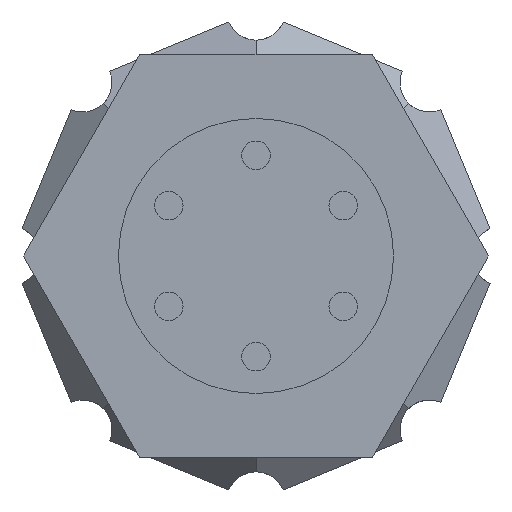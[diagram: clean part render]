
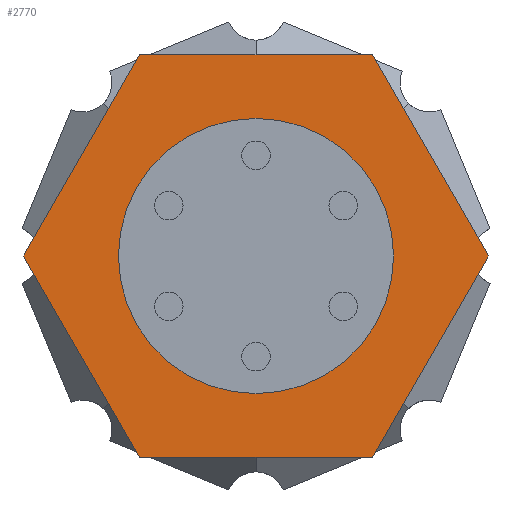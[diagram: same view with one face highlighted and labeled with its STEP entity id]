
A CAD part, front view. The second image highlights one B-rep face of the part: STEP entity #2770.
In plain terms, the highlighted planar face has unit normal (0, -1, 0).
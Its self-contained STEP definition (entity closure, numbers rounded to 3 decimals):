
#5 = DIRECTION ( 'NONE',  ( 0., -1., 0. ) ) ;
#31 = CARTESIAN_POINT ( 'NONE',  ( 0., -12., 8.2 ) ) ;
#67 = EDGE_LOOP ( 'NONE', ( #2245, #2110, #605, #1274, #1607, #2127 ) ) ;
#77 = LINE ( 'NONE', #2981, #1873 ) ;
#92 = AXIS2_PLACEMENT_3D ( 'NONE', #3522, #1954, #3778 ) ;
#185 = FACE_BOUND ( 'NONE', #1918, .T. ) ;
#254 = VERTEX_POINT ( 'NONE', #1761 ) ;
#321 = ORIENTED_EDGE ( 'NONE', *, *, #1885, .F. ) ;
#416 = AXIS2_PLACEMENT_3D ( 'NONE', #2524, #3026, #1296 ) ;
#421 = DIRECTION ( 'NONE',  ( -0.5, 0., 0.866 ) ) ;
#605 = ORIENTED_EDGE ( 'NONE', *, *, #1829, .T. ) ;
#613 = VERTEX_POINT ( 'NONE', #1232 ) ;
#781 = LINE ( 'NONE', #1462, #3741 ) ;
#790 = DIRECTION ( 'NONE',  ( -1., 0., 0. ) ) ;
#791 = CARTESIAN_POINT ( 'NONE',  ( -6.928, -12., 12. ) ) ;
#804 = EDGE_CURVE ( 'NONE', #613, #1423, #2824, .T. ) ;
#887 = DIRECTION ( 'NONE',  ( 0.5, 0., -0.866 ) ) ;
#910 = VECTOR ( 'NONE', #421, 1000. ) ;
#975 = FACE_OUTER_BOUND ( 'NONE', #67, .T. ) ;
#1000 = EDGE_CURVE ( 'NONE', #1443, #1986, #781, .T. ) ;
#1030 = LINE ( 'NONE', #791, #2047 ) ;
#1232 = CARTESIAN_POINT ( 'NONE',  ( 0., -12., -8.2 ) ) ;
#1274 = ORIENTED_EDGE ( 'NONE', *, *, #1528, .T. ) ;
#1296 = DIRECTION ( 'NONE',  ( 0., 0., -1. ) ) ;
#1320 = VERTEX_POINT ( 'NONE', #1644 ) ;
#1423 = VERTEX_POINT ( 'NONE', #31 ) ;
#1443 = VERTEX_POINT ( 'NONE', #3091 ) ;
#1462 = CARTESIAN_POINT ( 'NONE',  ( 6.928, -12., 12. ) ) ;
#1528 = EDGE_CURVE ( 'NONE', #3794, #254, #1936, .T. ) ;
#1577 = CARTESIAN_POINT ( 'NONE',  ( -6.928, -12., -12. ) ) ;
#1582 = EDGE_CURVE ( 'NONE', #1320, #1443, #2503, .T. ) ;
#1599 = CARTESIAN_POINT ( 'NONE',  ( 6.928, -12., -12. ) ) ;
#1607 = ORIENTED_EDGE ( 'NONE', *, *, #3204, .T. ) ;
#1644 = CARTESIAN_POINT ( 'NONE',  ( 13.856, -12., 0. ) ) ;
#1761 = CARTESIAN_POINT ( 'NONE',  ( 6.928, -12., -12. ) ) ;
#1829 = EDGE_CURVE ( 'NONE', #3588, #3794, #77, .T. ) ;
#1844 = ORIENTED_EDGE ( 'NONE', *, *, #804, .F. ) ;
#1873 = VECTOR ( 'NONE', #887, 1000. ) ;
#1885 = EDGE_CURVE ( 'NONE', #1423, #613, #3138, .T. ) ;
#1918 = EDGE_LOOP ( 'NONE', ( #1844, #321 ) ) ;
#1936 = LINE ( 'NONE', #2609, #3263 ) ;
#1954 = DIRECTION ( 'NONE',  ( 0., -1., 0. ) ) ;
#1986 = VERTEX_POINT ( 'NONE', #3313 ) ;
#2022 = CARTESIAN_POINT ( 'NONE',  ( 0., -12., 0. ) ) ;
#2047 = VECTOR ( 'NONE', #2898, 1000. ) ;
#2110 = ORIENTED_EDGE ( 'NONE', *, *, #2606, .T. ) ;
#2127 = ORIENTED_EDGE ( 'NONE', *, *, #1582, .T. ) ;
#2245 = ORIENTED_EDGE ( 'NONE', *, *, #1000, .T. ) ;
#2302 = DIRECTION ( 'NONE',  ( 0., 0., -1. ) ) ;
#2380 = CARTESIAN_POINT ( 'NONE',  ( 13.856, -12., 0. ) ) ;
#2503 = LINE ( 'NONE', #2380, #910 ) ;
#2524 = CARTESIAN_POINT ( 'NONE',  ( 0., -12., 0. ) ) ;
#2606 = EDGE_CURVE ( 'NONE', #1986, #3588, #1030, .T. ) ;
#2609 = CARTESIAN_POINT ( 'NONE',  ( -6.928, -12., -12. ) ) ;
#2684 = AXIS2_PLACEMENT_3D ( 'NONE', #2022, #5, #2302 ) ;
#2770 = ADVANCED_FACE ( 'NONE', ( #185, #975 ), #3280, .T. ) ;
#2824 = CIRCLE ( 'NONE', #2684, 8.2 ) ;
#2898 = DIRECTION ( 'NONE',  ( -0.5, 0., -0.866 ) ) ;
#2960 = VECTOR ( 'NONE', #3253, 1000. ) ;
#2981 = CARTESIAN_POINT ( 'NONE',  ( -13.856, -12., 0. ) ) ;
#3026 = DIRECTION ( 'NONE',  ( 0., -1., 0. ) ) ;
#3091 = CARTESIAN_POINT ( 'NONE',  ( 6.928, -12., 12. ) ) ;
#3138 = CIRCLE ( 'NONE', #92, 8.2 ) ;
#3204 = EDGE_CURVE ( 'NONE', #254, #1320, #3637, .T. ) ;
#3253 = DIRECTION ( 'NONE',  ( 0.5, 0., 0.866 ) ) ;
#3263 = VECTOR ( 'NONE', #3365, 1000. ) ;
#3280 = PLANE ( 'NONE',  #416 ) ;
#3313 = CARTESIAN_POINT ( 'NONE',  ( -6.928, -12., 12. ) ) ;
#3365 = DIRECTION ( 'NONE',  ( 1., 0., 0. ) ) ;
#3522 = CARTESIAN_POINT ( 'NONE',  ( 0., -12., 0. ) ) ;
#3588 = VERTEX_POINT ( 'NONE', #3628 ) ;
#3628 = CARTESIAN_POINT ( 'NONE',  ( -13.856, -12., 0. ) ) ;
#3637 = LINE ( 'NONE', #1599, #2960 ) ;
#3741 = VECTOR ( 'NONE', #790, 1000. ) ;
#3778 = DIRECTION ( 'NONE',  ( 0., 0., -1. ) ) ;
#3794 = VERTEX_POINT ( 'NONE', #1577 ) ;
